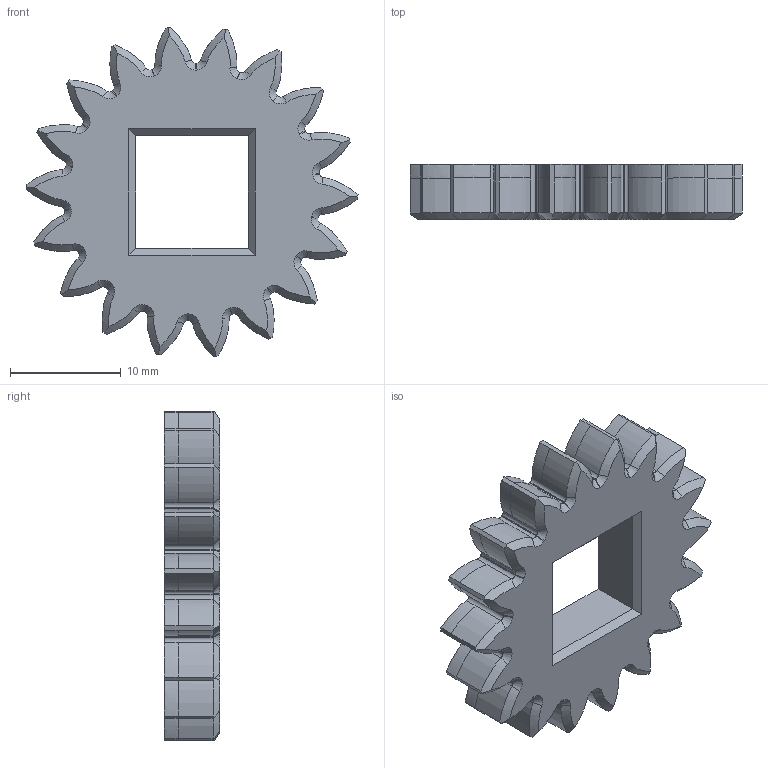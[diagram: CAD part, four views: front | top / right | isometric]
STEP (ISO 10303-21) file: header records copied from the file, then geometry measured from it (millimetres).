
FILE_DESCRIPTION(('STEP AP242'), '1');
FILE_NAME('øåñòåðíÿ m1.5 z18 d30', '', ('UNSPECIFIED'), ('UNSPECIFIED'), 'C3D Converter', 'C3D Toolkit', '');
FILE_SCHEMA(('AP242_MANAGED_MODEL_BASED_3D_ENGINEERING_MIM_LF { 1 0 10303 442 1 1 4 }'));
Length unit declared in the file: millimetre
Products named in the file (1): Nodes
Bounding box: 30 x 5 x 29.74 mm (x, y, z)
Volume: 2276.5 mm3; surface area: 1834.6 mm2
Topology: 1 solids, 1 shells, 280 faces, 740 edges, 462 vertices
Faces by surface type: plane 100, bspline 72, cylinder 36, extrusion 36, cone 36
Entity records: 25987 total; most frequent: CARTESIAN_POINT 17518, ORIENTED_EDGE 1480, DIRECTION 942, EDGE_CURVE 740, VERTEX_POINT 462, VECTOR 380, LINE 344, B_SPLINE_CURVE_WITH_KNOTS 324
